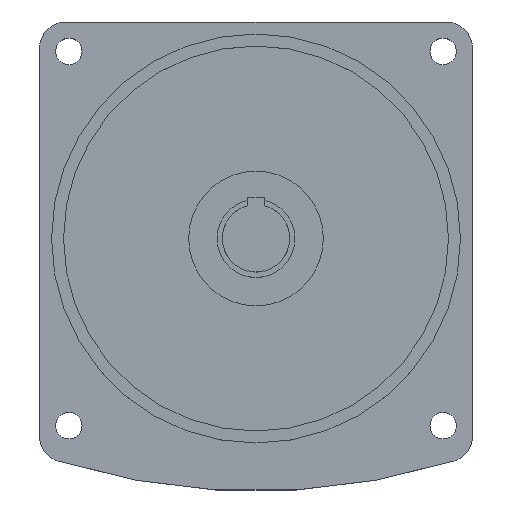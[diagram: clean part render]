
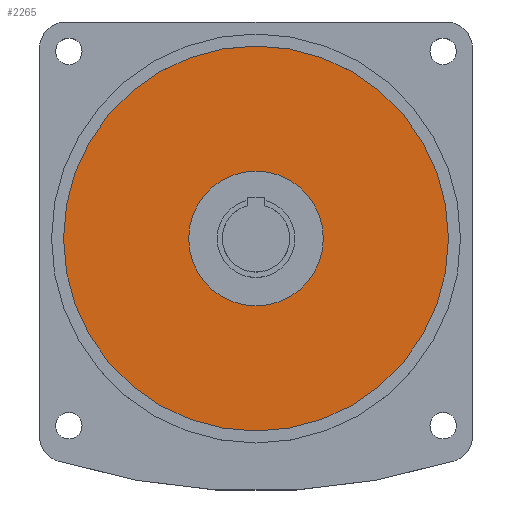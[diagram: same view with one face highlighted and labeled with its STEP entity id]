
A CAD part, top view. The second image highlights one B-rep face of the part: STEP entity #2265.
In plain terms, the highlighted planar face has unit normal (0, 0, 1).
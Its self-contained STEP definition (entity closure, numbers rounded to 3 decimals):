
#89 = DIRECTION ( 'NONE',  ( 1., 0., 0. ) ) ;
#103 = EDGE_CURVE ( 'NONE', #3342, #1398, #1712, .T. ) ;
#122 = DIRECTION ( 'NONE',  ( 0., 0., 1. ) ) ;
#290 = CARTESIAN_POINT ( 'NONE',  ( 28., 0., 0. ) ) ;
#293 = DIRECTION ( 'NONE',  ( 0., 0., -1. ) ) ;
#438 = DIRECTION ( 'NONE',  ( 0., 0., 1. ) ) ;
#1077 = AXIS2_PLACEMENT_3D ( 'NONE', #3167, #293, #4009 ) ;
#1096 = CARTESIAN_POINT ( 'NONE',  ( 0., 0., 0. ) ) ;
#1277 = AXIS2_PLACEMENT_3D ( 'NONE', #4573, #122, #89 ) ;
#1398 = VERTEX_POINT ( 'NONE', #1437 ) ;
#1437 = CARTESIAN_POINT ( 'NONE',  ( -28., 0., 0. ) ) ;
#1503 = CARTESIAN_POINT ( 'NONE',  ( -80., 0., 0. ) ) ;
#1712 = CIRCLE ( 'NONE', #4174, 28. ) ;
#2212 = EDGE_CURVE ( 'NONE', #4891, #4514, #3711, .T. ) ;
#2265 = ADVANCED_FACE ( 'NONE', ( #4100, #2607 ), #4839, .T. ) ;
#2604 = CARTESIAN_POINT ( 'NONE',  ( 80., 0., 0. ) ) ;
#2607 = FACE_BOUND ( 'NONE', #4980, .T. ) ;
#2768 = EDGE_CURVE ( 'NONE', #4514, #4891, #4346, .T. ) ;
#2796 = CARTESIAN_POINT ( 'NONE',  ( 0., 172.5, 0. ) ) ;
#2939 = AXIS2_PLACEMENT_3D ( 'NONE', #1096, #3113, #5217 ) ;
#3113 = DIRECTION ( 'NONE',  ( 0., 0., -1. ) ) ;
#3167 = CARTESIAN_POINT ( 'NONE',  ( 0., 0., 0. ) ) ;
#3342 = VERTEX_POINT ( 'NONE', #290 ) ;
#3424 = ORIENTED_EDGE ( 'NONE', *, *, #2212, .F. ) ;
#3711 = CIRCLE ( 'NONE', #1077, 80. ) ;
#3757 = ORIENTED_EDGE ( 'NONE', *, *, #2768, .F. ) ;
#3932 = CARTESIAN_POINT ( 'NONE',  ( 0., 0., 0. ) ) ;
#3964 = ORIENTED_EDGE ( 'NONE', *, *, #103, .F. ) ;
#4009 = DIRECTION ( 'NONE',  ( 1., 0., 0. ) ) ;
#4100 = FACE_OUTER_BOUND ( 'NONE', #4897, .T. ) ;
#4133 = CIRCLE ( 'NONE', #1277, 28. ) ;
#4174 = AXIS2_PLACEMENT_3D ( 'NONE', #3932, #4784, #4393 ) ;
#4346 = CIRCLE ( 'NONE', #2939, 80. ) ;
#4393 = DIRECTION ( 'NONE',  ( 1., 0., 0. ) ) ;
#4514 = VERTEX_POINT ( 'NONE', #1503 ) ;
#4573 = CARTESIAN_POINT ( 'NONE',  ( 0., 0., 0. ) ) ;
#4615 = ORIENTED_EDGE ( 'NONE', *, *, #4753, .F. ) ;
#4753 = EDGE_CURVE ( 'NONE', #1398, #3342, #4133, .T. ) ;
#4771 = AXIS2_PLACEMENT_3D ( 'NONE', #2796, #438, #4822 ) ;
#4784 = DIRECTION ( 'NONE',  ( 0., 0., 1. ) ) ;
#4822 = DIRECTION ( 'NONE',  ( 1., 0., 0. ) ) ;
#4839 = PLANE ( 'NONE',  #4771 ) ;
#4891 = VERTEX_POINT ( 'NONE', #2604 ) ;
#4897 = EDGE_LOOP ( 'NONE', ( #3757, #3424 ) ) ;
#4980 = EDGE_LOOP ( 'NONE', ( #4615, #3964 ) ) ;
#5217 = DIRECTION ( 'NONE',  ( 1., 0., 0. ) ) ;
